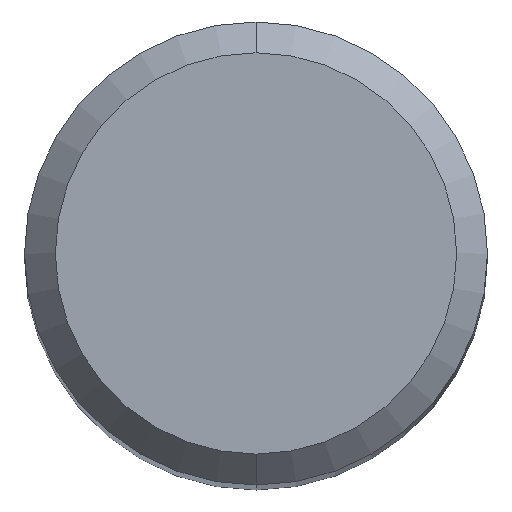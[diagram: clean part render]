
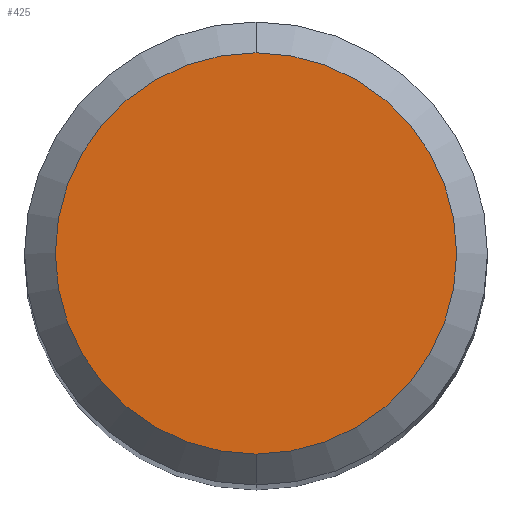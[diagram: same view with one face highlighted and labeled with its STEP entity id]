
A CAD part, top view. The second image highlights one B-rep face of the part: STEP entity #425.
In plain terms, the highlighted planar face has unit normal (0, 0, 1).
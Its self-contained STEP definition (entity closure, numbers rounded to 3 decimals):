
#179=EDGE_CURVE('',#377,#445,#487,.T.);
#375=EDGE_CURVE('',#445,#377,#700,.T.);
#377=VERTEX_POINT('',#702);
#425=ADVANCED_FACE('',(#755),#756,.T.);
#445=VERTEX_POINT('',#780);
#487=CIRCLE('',#817,2.6);
#700=CIRCLE('',#1276,2.6);
#702=CARTESIAN_POINT('',(0.0,2.6,0.0));
#755=FACE_OUTER_BOUND('',#1359,.T.);
#756=PLANE('',#1360);
#780=CARTESIAN_POINT('',(0.,-2.6,0.0));
#817=AXIS2_PLACEMENT_3D('',#1453,#1454,#1455);
#1276=AXIS2_PLACEMENT_3D('',#1669,#1670,#1671);
#1359=EDGE_LOOP('',(#1731,#1732));
#1360=AXIS2_PLACEMENT_3D('',#1733,#1734,#1735);
#1453=CARTESIAN_POINT('',(0.0,0.0,0.0));
#1454=DIRECTION('',(0.0,0.0,-1.0));
#1455=DIRECTION('',(0.0,1.0,0.0));
#1669=CARTESIAN_POINT('',(0.0,0.0,0.0));
#1670=DIRECTION('',(0.0,0.0,-1.0));
#1671=DIRECTION('',(0.0,1.0,0.0));
#1731=ORIENTED_EDGE('',*,*,#179,.F.);
#1732=ORIENTED_EDGE('',*,*,#375,.F.);
#1733=CARTESIAN_POINT('',(0.0,1.3,0.0));
#1734=DIRECTION('',(-0.0,0.0,1.0));
#1735=DIRECTION('',(0.0,-1.0,0.0));
